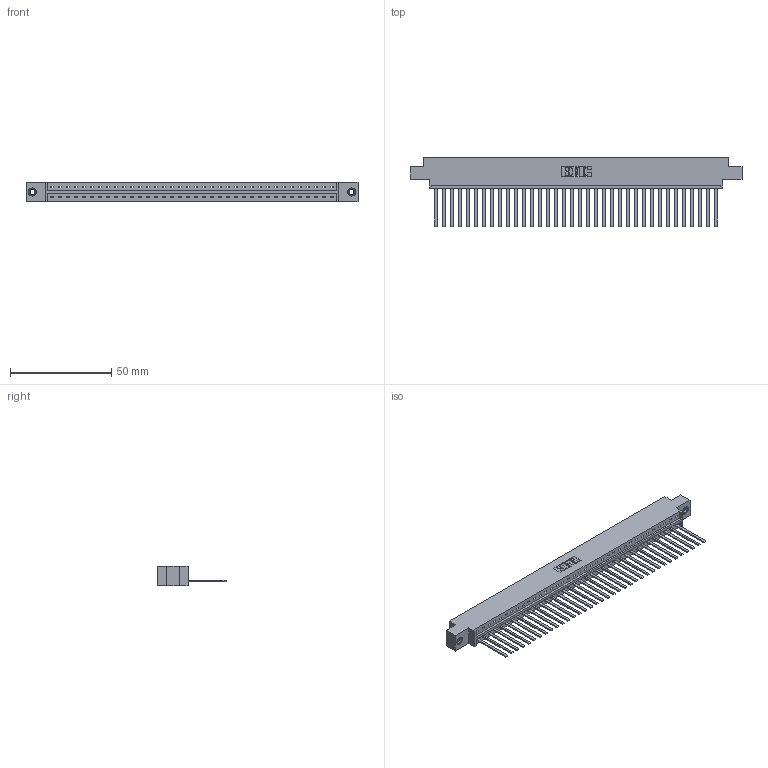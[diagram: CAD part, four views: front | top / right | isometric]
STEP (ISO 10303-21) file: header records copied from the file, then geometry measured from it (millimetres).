
FILE_DESCRIPTION (( 'STEP AP203' ), '1' );
FILE_NAME ('333-036-544-607.STEP', '2018-08-03T01:26:53', ( '' ), ( '' ), 'SwSTEP 2.0', 'SolidWorks 2016', '' );
FILE_SCHEMA (( 'CONFIG_CONTROL_DESIGN' ));
Length unit declared in the file: inch
Products named in the file (4): 333 Part_Offset - .156 Dia - TI; 345-292-001_345-293-144; 345-250-001_345-250-005-103; 333-036-544-607
Assembly tree (39 placements, depth 2):
  333-036-544-607
    333 Part_Offset - .156 Dia - TI
    345-292-001_345-293-144  x36
    345-250-001_345-250-005-103  x2
Bounding box: 164.19 x 34.3 x 9.4 mm (x, y, z)
Volume: 16645.7 mm3; surface area: 19562.4 mm2
Topology: 39 solids, 39 shells, 2050 faces, 6147 edges, 4042 vertices
Faces by surface type: plane 1474, cylinder 560, cone 12, torus 4
Entity records: 23918 total; most frequent: CARTESIAN_POINT 4109, ORIENTED_EDGE 4074, DIRECTION 3507, EDGE_CURVE 2037, VECTOR 1893, LINE 1893, VERTEX_POINT 1352, AXIS2_PLACEMENT_3D 807
